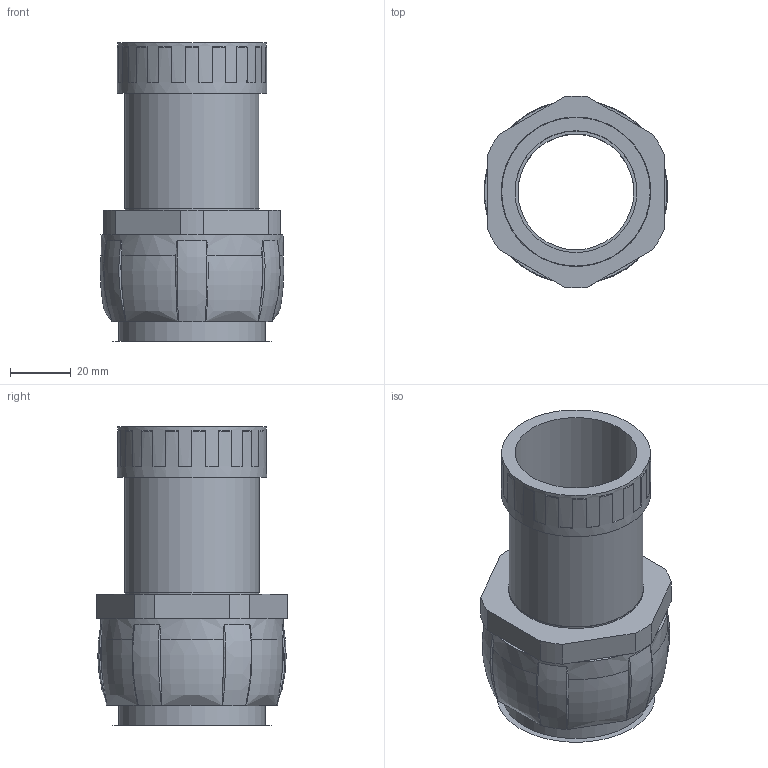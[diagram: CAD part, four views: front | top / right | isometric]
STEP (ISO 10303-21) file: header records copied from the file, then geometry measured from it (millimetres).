
FILE_DESCRIPTION (( 'STEP AP203' ), '1' );
FILE_NAME ('CTA10D-GA40-K41-015 Ìóôòà òðóáà 40 - òðóáà àðìèðîâàííàÿ 40. IP65 GA40 ÈÝÊ.STEP', '2016-06-29T13:26:19', ( '' ), ( '' ), 'SwSTEP 2.0', 'SolidWorks 2014', '' );
FILE_SCHEMA (( 'CONFIG_CONTROL_DESIGN' ));
Length unit declared in the file: millimetre
Products named in the file (1): CTA10D-GA40-K41-015 Ìóôòà òðóáà 40 - òðóáà àðìèðîâàííàÿ 40. IP65 GA40 ÈÝÊ
Bounding box: 60.25 x 62.95 x 98 mm (x, y, z)
Volume: 49332.4 mm3; surface area: 42383.9 mm2
Topology: 1 solids, 1 shells, 141 faces, 382 edges, 251 vertices
Faces by surface type: plane 89, cone 17, cylinder 15, bspline 12, torus 8
Full cylindrical faces by diameter (mm): 38 x1, 40 x2, 44 x1, 44.2 x1, 48 x1, 48.8 x1, 49 x1, 60 x1
Entity records: 5233 total; most frequent: CARTESIAN_POINT 1747, ORIENTED_EDGE 738, DIRECTION 682, EDGE_CURVE 369, AXIS2_PLACEMENT_3D 266, VERTEX_POINT 247, EDGE_LOOP 158, FACE_OUTER_BOUND 150
